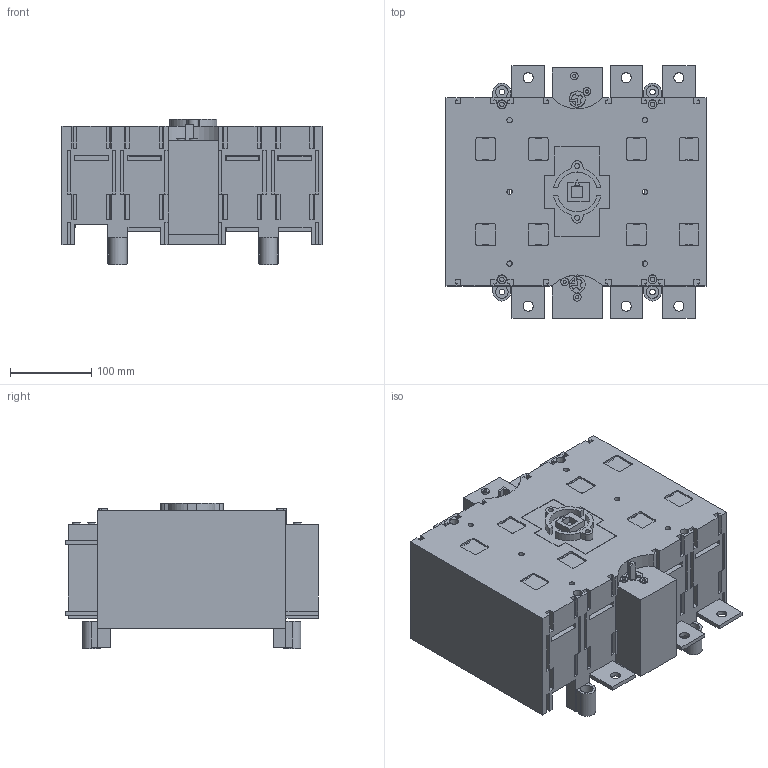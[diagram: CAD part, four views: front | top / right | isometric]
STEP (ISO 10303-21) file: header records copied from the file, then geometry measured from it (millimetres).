
FILE_DESCRIPTION((''),'2;1');
FILE_NAME('Pieza10.stp','2011-02-10T11:49:25',('idi'),(''),'Autodesk Inventor 2010','Autodesk Inventor 2010','');
FILE_SCHEMA(('AUTOMOTIVE_DESIGN { 1 0 10303 214 1 1 1 1 }'));
Length unit declared in the file: millimetre
Products named in the file (1): Pieza10
Bounding box: 321 x 311.95 x 180 mm (x, y, z)
Volume: 9711541.8 mm3; surface area: 553532.9 mm2
Topology: 1 solids, 1 shells, 868 faces, 2333 edges, 1534 vertices
Faces by surface type: plane 741, cylinder 119, cone 8
Full cylindrical faces by diameter (mm): 3 x4, 4 x4, 5.5 x4, 6.15 x2, 6.6 x6, 7 x4, 9.6 x4, 12.5 x9, 15.5 x4, 20 x1, 20.2 x1, 22 x4, 34.6 x2, 46 x2
Entity records: 26844 total; most frequent: CARTESIAN_POINT 4627, ORIENTED_EDGE 4498, DIRECTION 4263, EDGE_CURVE 2249, VECTOR 1973, LINE 1973, VERTEX_POINT 1509, AXIS2_PLACEMENT_3D 1145
